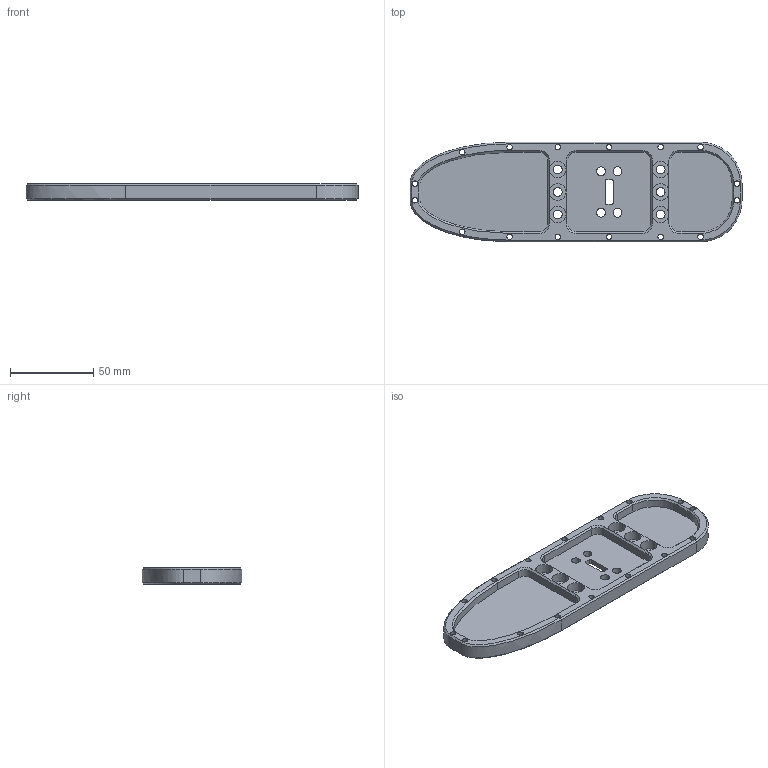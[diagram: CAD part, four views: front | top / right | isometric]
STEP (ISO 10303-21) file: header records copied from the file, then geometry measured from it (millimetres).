
FILE_DESCRIPTION (( 'STEP AP214' ), '1' );
FILE_NAME ('20cm褐.STEP', '2025-05-23T09:48:43', ( 'wsy' ), ( '' ), 'SwSTEP 2.0', 'SolidWorks 2020', '' );
FILE_SCHEMA (( 'AUTOMOTIVE_DESIGN' ));
Length unit declared in the file: millimetre
Products named in the file (1): 20cm褐
Bounding box: 200 x 60 x 10 mm (x, y, z)
Volume: 53779.5 mm3; surface area: 32532.2 mm2
Topology: 1 solids, 1 shells, 239 faces, 590 edges, 358 vertices
Faces by surface type: cylinder 96, plane 95, cone 34, bspline 14
Entity records: 10431 total; most frequent: CARTESIAN_POINT 4251, DIRECTION 1228, ORIENTED_EDGE 1180, EDGE_CURVE 590, AXIS2_PLACEMENT_3D 452, VERTEX_POINT 358, VECTOR 324, LINE 324
